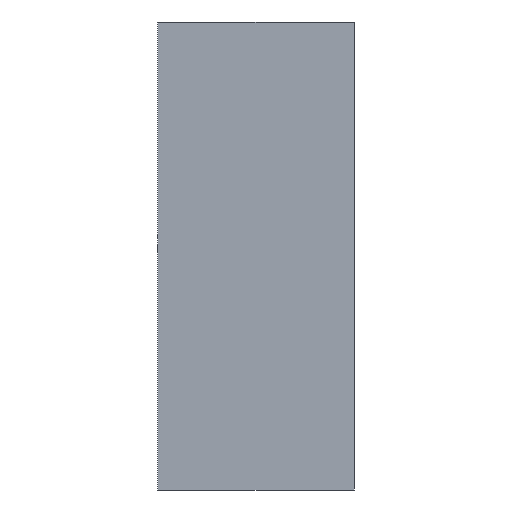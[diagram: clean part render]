
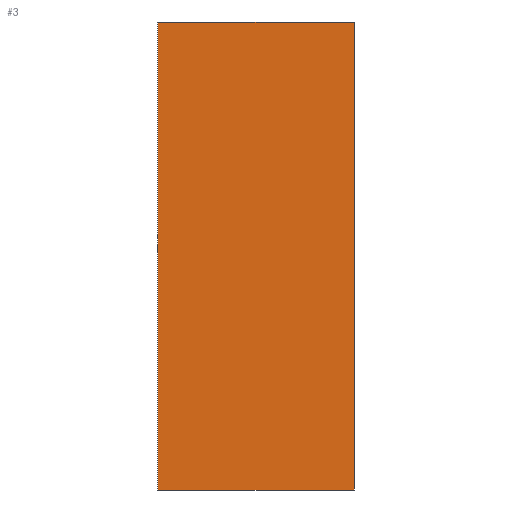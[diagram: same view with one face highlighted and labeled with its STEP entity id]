
A CAD part, front view. The second image highlights one B-rep face of the part: STEP entity #3.
In plain terms, the highlighted planar face has unit normal (0, -1, 0).
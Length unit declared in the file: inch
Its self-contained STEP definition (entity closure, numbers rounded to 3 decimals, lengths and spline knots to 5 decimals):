
#1 = CARTESIAN_POINT ( 'NONE',  ( 0., 0., -5.25 ) ) ;
#3 = ADVANCED_FACE ( 'NONE', ( #203 ), #15, .F. ) ;
#11 = CARTESIAN_POINT ( 'NONE',  ( 2.2, 0., -5.25 ) ) ;
#13 = VECTOR ( 'NONE', #28, 39.37008 ) ;
#15 = PLANE ( 'NONE',  #108 ) ;
#16 = CARTESIAN_POINT ( 'NONE',  ( 2.2, 0., 0. ) ) ;
#28 = DIRECTION ( 'NONE',  ( 0., 0., 1. ) ) ;
#31 = VECTOR ( 'NONE', #70, 39.37008 ) ;
#43 = ORIENTED_EDGE ( 'NONE', *, *, #99, .F. ) ;
#48 = VERTEX_POINT ( 'NONE', #167 ) ;
#70 = DIRECTION ( 'NONE',  ( -1., 0., 0. ) ) ;
#71 = LINE ( 'NONE', #16, #117 ) ;
#80 = EDGE_LOOP ( 'NONE', ( #94, #178, #43, #113 ) ) ;
#84 = CARTESIAN_POINT ( 'NONE',  ( 0., 0., 0. ) ) ;
#87 = VECTOR ( 'NONE', #225, 39.37008 ) ;
#94 = ORIENTED_EDGE ( 'NONE', *, *, #213, .F. ) ;
#96 = VERTEX_POINT ( 'NONE', #219 ) ;
#99 = EDGE_CURVE ( 'NONE', #96, #154, #238, .T. ) ;
#108 = AXIS2_PLACEMENT_3D ( 'NONE', #84, #185, #183 ) ;
#113 = ORIENTED_EDGE ( 'NONE', *, *, #233, .F. ) ;
#117 = VECTOR ( 'NONE', #239, 39.37008 ) ;
#126 = CARTESIAN_POINT ( 'NONE',  ( -2.2, 0., 0. ) ) ;
#132 = LINE ( 'NONE', #207, #87 ) ;
#144 = CARTESIAN_POINT ( 'NONE',  ( -2.2, 0., 5.25 ) ) ;
#154 = VERTEX_POINT ( 'NONE', #144 ) ;
#157 = VERTEX_POINT ( 'NONE', #11 ) ;
#167 = CARTESIAN_POINT ( 'NONE',  ( 2.2, 0., 5.25 ) ) ;
#178 = ORIENTED_EDGE ( 'NONE', *, *, #224, .F. ) ;
#183 = DIRECTION ( 'NONE',  ( 0., 0., 1. ) ) ;
#185 = DIRECTION ( 'NONE',  ( 0., 1., 0. ) ) ;
#203 = FACE_OUTER_BOUND ( 'NONE', #80, .T. ) ;
#205 = LINE ( 'NONE', #1, #31 ) ;
#207 = CARTESIAN_POINT ( 'NONE',  ( 0., 0., 5.25 ) ) ;
#213 = EDGE_CURVE ( 'NONE', #48, #157, #71, .T. ) ;
#219 = CARTESIAN_POINT ( 'NONE',  ( -2.2, 0., -5.25 ) ) ;
#224 = EDGE_CURVE ( 'NONE', #154, #48, #132, .T. ) ;
#225 = DIRECTION ( 'NONE',  ( 1., 0., 0. ) ) ;
#233 = EDGE_CURVE ( 'NONE', #157, #96, #205, .T. ) ;
#238 = LINE ( 'NONE', #126, #13 ) ;
#239 = DIRECTION ( 'NONE',  ( 0., 0., -1. ) ) ;
